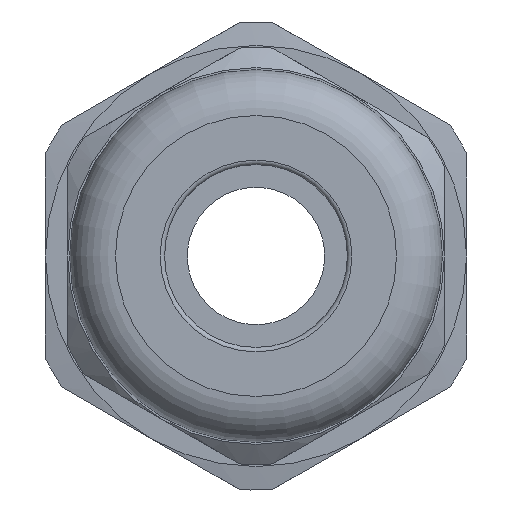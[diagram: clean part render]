
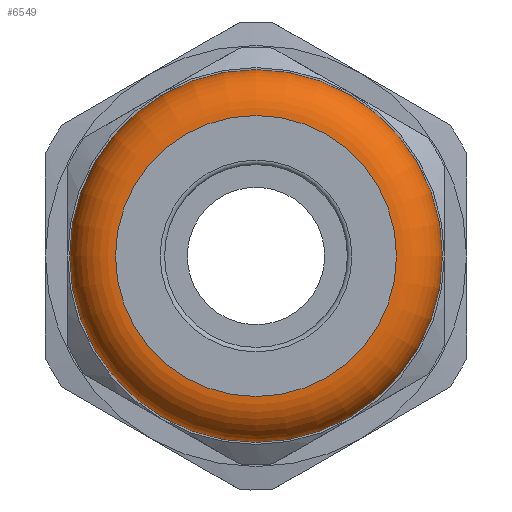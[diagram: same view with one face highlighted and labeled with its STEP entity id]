
A CAD part, left-side view. The second image highlights one B-rep face of the part: STEP entity #6549.
In plain terms, the highlighted toroidal (fillet/blend) face has major radius 6.34 mm and minor radius 2.07 mm.
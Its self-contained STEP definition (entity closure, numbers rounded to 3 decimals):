
#1252=FACE_BOUND('',#2115,.T.);
#1663=FACE_OUTER_BOUND('',#2114,.T.);
#2114=EDGE_LOOP('',(#6079));
#2115=EDGE_LOOP('',(#6080));
#2576=CIRCLE('',#7403,6.34);
#2603=CIRCLE('',#7457,8.41);
#3160=VERTEX_POINT('',#15798);
#3199=VERTEX_POINT('',#15975);
#4099=EDGE_CURVE('',#3160,#3160,#2576,.T.);
#4162=EDGE_CURVE('',#3199,#3199,#2603,.T.);
#6079=ORIENTED_EDGE('',*,*,#4162,.F.);
#6080=ORIENTED_EDGE('',*,*,#4099,.T.);
#6141=TOROIDAL_SURFACE('',#7456,6.34,2.07);
#6549=ADVANCED_FACE('',(#1663,#1252),#6141,.T.);
#7403=AXIS2_PLACEMENT_3D('',#15799,#9353,#9354);
#7456=AXIS2_PLACEMENT_3D('',#15974,#9471,#9472);
#7457=AXIS2_PLACEMENT_3D('',#15976,#9473,#9474);
#9353=DIRECTION('center_axis',(1.,0.,0.));
#9354=DIRECTION('ref_axis',(0.,0.,-1.));
#9471=DIRECTION('center_axis',(1.,0.,0.));
#9472=DIRECTION('ref_axis',(0.,0.,-1.));
#9473=DIRECTION('center_axis',(1.,0.,0.));
#9474=DIRECTION('ref_axis',(0.,0.,-1.));
#15798=CARTESIAN_POINT('',(-14.02,6.34,0.));
#15799=CARTESIAN_POINT('Origin',(-14.02,0.,0.));
#15974=CARTESIAN_POINT('Origin',(-11.95,0.,0.));
#15975=CARTESIAN_POINT('',(-11.95,8.41,0.));
#15976=CARTESIAN_POINT('Origin',(-11.95,0.,0.));
